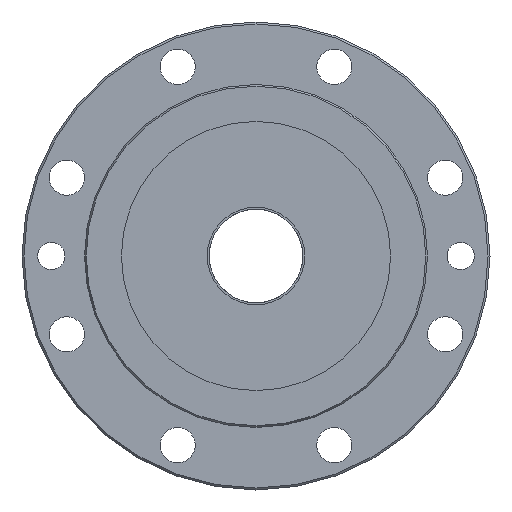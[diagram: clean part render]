
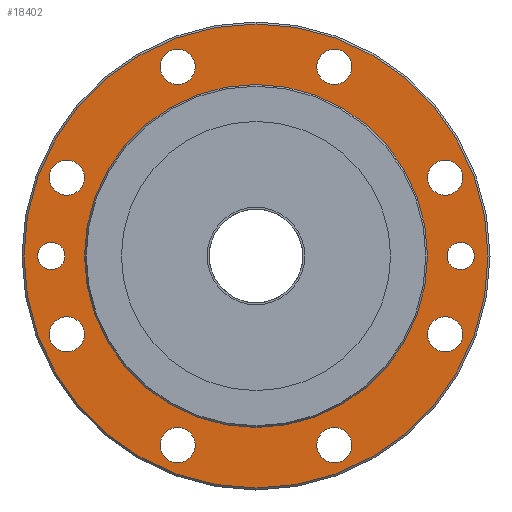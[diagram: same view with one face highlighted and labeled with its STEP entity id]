
A CAD part, left-side view. The second image highlights one B-rep face of the part: STEP entity #18402.
In plain terms, the highlighted planar face has unit normal (-1, 0, 0).
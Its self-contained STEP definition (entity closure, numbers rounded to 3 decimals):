
#457=PLANE('',#19522);
#1021=CIRCLE('',#19521,119.);
#1022=CIRCLE('',#19523,9.);
#1023=CIRCLE('',#19524,9.);
#1024=CIRCLE('',#19525,9.);
#1025=CIRCLE('',#19526,9.);
#1026=CIRCLE('',#19527,9.);
#1027=CIRCLE('',#19528,9.);
#1028=CIRCLE('',#19529,9.);
#1029=CIRCLE('',#19530,9.);
#1030=CIRCLE('',#19531,7.);
#1031=CIRCLE('',#19532,7.);
#1032=CIRCLE('',#19533,87.94);
#3262=ORIENTED_EDGE('',*,*,#6516,.F.);
#3263=ORIENTED_EDGE('',*,*,#6517,.F.);
#3264=ORIENTED_EDGE('',*,*,#6518,.F.);
#3265=ORIENTED_EDGE('',*,*,#6519,.F.);
#3266=ORIENTED_EDGE('',*,*,#6520,.F.);
#3267=ORIENTED_EDGE('',*,*,#6521,.F.);
#3268=ORIENTED_EDGE('',*,*,#6522,.F.);
#3269=ORIENTED_EDGE('',*,*,#6523,.F.);
#3270=ORIENTED_EDGE('',*,*,#6524,.F.);
#3271=ORIENTED_EDGE('',*,*,#6525,.F.);
#3272=ORIENTED_EDGE('',*,*,#6526,.F.);
#3273=ORIENTED_EDGE('',*,*,#6515,.T.);
#6515=EDGE_CURVE('',#8217,#8217,#1021,.T.);
#6516=EDGE_CURVE('',#8218,#8218,#1022,.T.);
#6517=EDGE_CURVE('',#8219,#8219,#1023,.T.);
#6518=EDGE_CURVE('',#8220,#8220,#1024,.T.);
#6519=EDGE_CURVE('',#8221,#8221,#1025,.T.);
#6520=EDGE_CURVE('',#8222,#8222,#1026,.T.);
#6521=EDGE_CURVE('',#8223,#8223,#1027,.T.);
#6522=EDGE_CURVE('',#8224,#8224,#1028,.T.);
#6523=EDGE_CURVE('',#8225,#8225,#1029,.T.);
#6524=EDGE_CURVE('',#8226,#8226,#1030,.T.);
#6525=EDGE_CURVE('',#8227,#8227,#1031,.T.);
#6526=EDGE_CURVE('',#8228,#8228,#1032,.T.);
#8217=VERTEX_POINT('',#25551);
#8218=VERTEX_POINT('',#25554);
#8219=VERTEX_POINT('',#25556);
#8220=VERTEX_POINT('',#25558);
#8221=VERTEX_POINT('',#25560);
#8222=VERTEX_POINT('',#25562);
#8223=VERTEX_POINT('',#25564);
#8224=VERTEX_POINT('',#25566);
#8225=VERTEX_POINT('',#25568);
#8226=VERTEX_POINT('',#25570);
#8227=VERTEX_POINT('',#25572);
#8228=VERTEX_POINT('',#25574);
#10020=EDGE_LOOP('',(#3262));
#10021=EDGE_LOOP('',(#3263));
#10022=EDGE_LOOP('',(#3264));
#10023=EDGE_LOOP('',(#3265));
#10024=EDGE_LOOP('',(#3266));
#10025=EDGE_LOOP('',(#3267));
#10026=EDGE_LOOP('',(#3268));
#10027=EDGE_LOOP('',(#3269));
#10028=EDGE_LOOP('',(#3270));
#10029=EDGE_LOOP('',(#3271));
#10030=EDGE_LOOP('',(#3272));
#10031=EDGE_LOOP('',(#3273));
#11221=FACE_BOUND('',#10020,.T.);
#11222=FACE_BOUND('',#10021,.T.);
#11223=FACE_BOUND('',#10022,.T.);
#11224=FACE_BOUND('',#10023,.T.);
#11225=FACE_BOUND('',#10024,.T.);
#11226=FACE_BOUND('',#10025,.T.);
#11227=FACE_BOUND('',#10026,.T.);
#11228=FACE_BOUND('',#10027,.T.);
#11229=FACE_BOUND('',#10028,.T.);
#11230=FACE_BOUND('',#10029,.T.);
#11231=FACE_BOUND('',#10030,.T.);
#11232=FACE_BOUND('',#10031,.T.);
#18402=ADVANCED_FACE('',(#11221,#11222,#11223,#11224,#11225,#11226,#11227,
#11228,#11229,#11230,#11231,#11232),#457,.T.);
#19521=AXIS2_PLACEMENT_3D('',#25550,#21711,#21712);
#19522=AXIS2_PLACEMENT_3D('',#25552,#21713,#21714);
#19523=AXIS2_PLACEMENT_3D('',#25553,#21715,#21716);
#19524=AXIS2_PLACEMENT_3D('',#25555,#21717,#21718);
#19525=AXIS2_PLACEMENT_3D('',#25557,#21719,#21720);
#19526=AXIS2_PLACEMENT_3D('',#25559,#21721,#21722);
#19527=AXIS2_PLACEMENT_3D('',#25561,#21723,#21724);
#19528=AXIS2_PLACEMENT_3D('',#25563,#21725,#21726);
#19529=AXIS2_PLACEMENT_3D('',#25565,#21727,#21728);
#19530=AXIS2_PLACEMENT_3D('',#25567,#21729,#21730);
#19531=AXIS2_PLACEMENT_3D('',#25569,#21731,#21732);
#19532=AXIS2_PLACEMENT_3D('',#25571,#21733,#21734);
#19533=AXIS2_PLACEMENT_3D('',#25573,#21735,#21736);
#21711=DIRECTION('',(-1.,0.,0.));
#21712=DIRECTION('',(0.,1.,0.));
#21713=DIRECTION('',(-1.,0.,0.));
#21714=DIRECTION('',(0.,1.,0.));
#21715=DIRECTION('',(-1.,0.,0.));
#21716=DIRECTION('',(0.,1.,0.));
#21717=DIRECTION('',(-1.,0.,0.));
#21718=DIRECTION('',(0.,1.,0.));
#21719=DIRECTION('',(-1.,0.,0.));
#21720=DIRECTION('',(0.,1.,0.));
#21721=DIRECTION('',(-1.,0.,0.));
#21722=DIRECTION('',(0.,1.,0.));
#21723=DIRECTION('',(-1.,0.,0.));
#21724=DIRECTION('',(0.,1.,0.));
#21725=DIRECTION('',(-1.,0.,0.));
#21726=DIRECTION('',(0.,1.,0.));
#21727=DIRECTION('',(-1.,0.,0.));
#21728=DIRECTION('',(0.,1.,0.));
#21729=DIRECTION('',(-1.,0.,0.));
#21730=DIRECTION('',(0.,1.,0.));
#21731=DIRECTION('',(-1.,0.,0.));
#21732=DIRECTION('',(0.,1.,0.));
#21733=DIRECTION('',(-1.,0.,0.));
#21734=DIRECTION('',(0.,1.,0.));
#21735=DIRECTION('',(-1.,0.,0.));
#21736=DIRECTION('',(0.,1.,0.));
#25550=CARTESIAN_POINT('',(-128.461,0.,0.));
#25551=CARTESIAN_POINT('',(-128.461,119.,0.));
#25552=CARTESIAN_POINT('',(-128.461,-120.,0.));
#25553=CARTESIAN_POINT('',(-128.461,-40.182,97.007));
#25554=CARTESIAN_POINT('',(-128.461,-31.182,97.007));
#25555=CARTESIAN_POINT('',(-128.461,-97.007,40.182));
#25556=CARTESIAN_POINT('',(-128.461,-88.007,40.182));
#25557=CARTESIAN_POINT('',(-128.461,-97.007,-40.182));
#25558=CARTESIAN_POINT('',(-128.461,-88.007,-40.182));
#25559=CARTESIAN_POINT('',(-128.461,-40.182,-97.007));
#25560=CARTESIAN_POINT('',(-128.461,-31.182,-97.007));
#25561=CARTESIAN_POINT('',(-128.461,40.182,-97.007));
#25562=CARTESIAN_POINT('',(-128.461,49.182,-97.007));
#25563=CARTESIAN_POINT('',(-128.461,97.007,-40.182));
#25564=CARTESIAN_POINT('',(-128.461,106.007,-40.182));
#25565=CARTESIAN_POINT('',(-128.461,97.007,40.182));
#25566=CARTESIAN_POINT('',(-128.461,106.007,40.182));
#25567=CARTESIAN_POINT('',(-128.461,40.182,97.007));
#25568=CARTESIAN_POINT('',(-128.461,49.182,97.007));
#25569=CARTESIAN_POINT('',(-128.461,-105.,0.));
#25570=CARTESIAN_POINT('',(-128.461,-98.,0.));
#25571=CARTESIAN_POINT('',(-128.461,105.,0.));
#25572=CARTESIAN_POINT('',(-128.461,112.,0.));
#25573=CARTESIAN_POINT('',(-128.461,0.,0.));
#25574=CARTESIAN_POINT('',(-128.461,87.94,0.));
